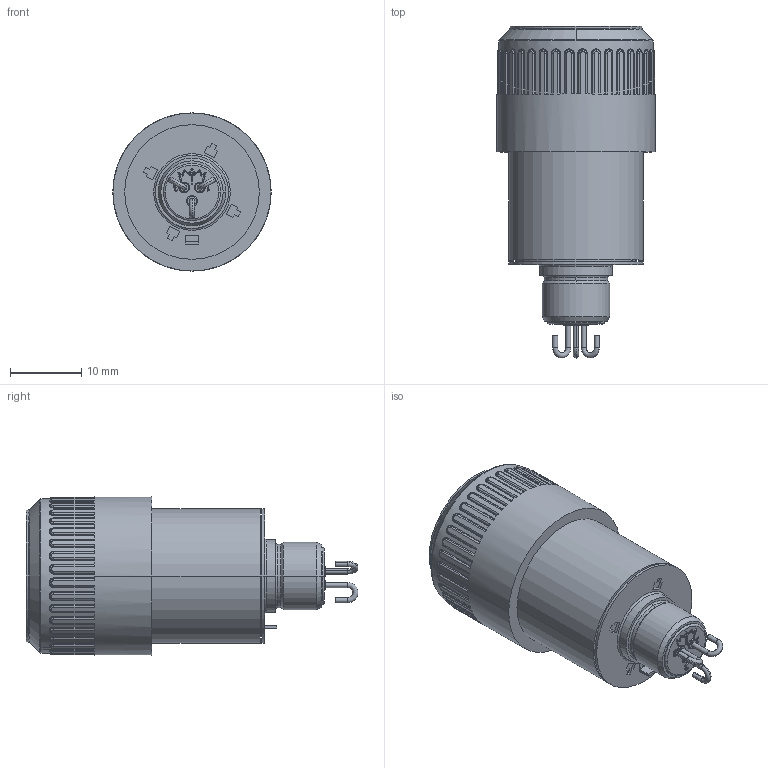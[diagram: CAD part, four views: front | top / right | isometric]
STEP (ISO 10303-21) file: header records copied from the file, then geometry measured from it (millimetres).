
FILE_DESCRIPTION((''),'2;1');
FILE_NAME('3610S-2','2010-10-14T',('RICKB'),('Bourns, Inc.'),'PRO/ENGINEER BY PARAMETRIC TECHNOLOGY CORPORATION, 2010100','PRO/ENGINEER BY PARAMETRIC TECHNOLOGY CORPORATION, 2010100','');
FILE_SCHEMA(('CONFIG_CONTROL_DESIGN'));
Length unit declared in the file: inch
Products named in the file (1): 3610S-2
Bounding box: 22.23 x 46.66 x 22.23 mm (x, y, z)
Volume: 11657.9 mm3; surface area: 3403 mm2
Topology: 2 solids, 3 shells, 818 faces, 2114 edges, 1342 vertices
Faces by surface type: cylinder 220, plane 199, bspline 146, extrusion 121, torus 108, sphere 18, cone 6
Entity records: 31745 total; most frequent: CARTESIAN_POINT 12511, ORIENTED_EDGE 4228, DIRECTION 3730, EDGE_CURVE 2114, AXIS2_PLACEMENT_3D 1407, VERTEX_POINT 1342, VECTOR 916, EDGE_LOOP 860
